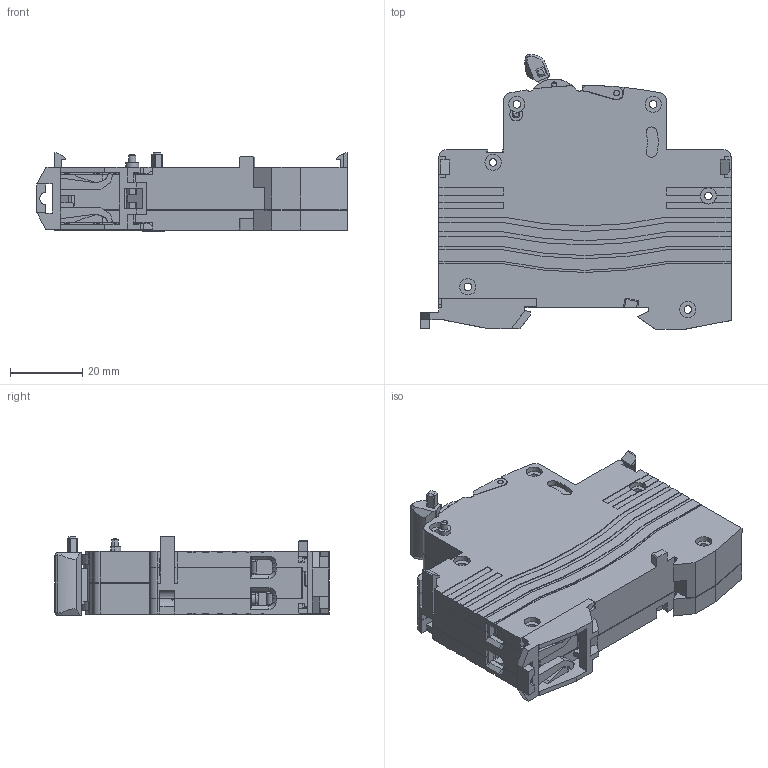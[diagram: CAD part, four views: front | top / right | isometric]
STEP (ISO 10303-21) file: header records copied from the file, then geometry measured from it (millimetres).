
FILE_DESCRIPTION (( 'STEP AP214' ), '1' );
FILE_NAME ('AV MIN, AV MM.STEP', '2018-02-13T14:28:34', ( '' ), ( '' ), 'SwSTEP 2.0', 'SolidWorks 2017', '' );
FILE_SCHEMA (( 'AUTOMOTIVE_DESIGN' ));
Length unit declared in the file: millimetre
Products named in the file (17): 26諉盄啣; 05忒梟; 04笢啣; 31噙揖萸; 34雄揖萸; 27諉盄啣; 8YJ.322.4300; 24-01諉盄蹟佪; 28諉盄啣; AV MIN, AV MM; 08楹裔; 02裔; 29諉盄啣; 24-02諉盄傷赽1; 01菁釱; 03笢啣; 07假蚾縐
Assembly tree (27 placements, depth 2):
  AV MIN, AV MM
    01菁釱
    24-01諉盄蹟佪  x6
    24-02諉盄傷赽1  x6
    26諉盄啣  x2
    03笢啣
    27諉盄啣
    04笢啣
    29諉盄啣
    28諉盄啣
    05忒梟
    34雄揖萸
    31噙揖萸
    02裔
    08楹裔
    07假蚾縐
    8YJ.322.4300
Bounding box: 86 x 76.19 x 21.85 mm (x, y, z)
Volume: 52280.5 mm3; surface area: 49189.6 mm2
Topology: 28 solids, 30 shells, 2506 faces, 7003 edges, 4575 vertices
Faces by surface type: plane 1800, cylinder 585, cone 76, bspline 40, torus 4, sphere 1
Entity records: 72109 total; most frequent: CARTESIAN_POINT 13914, ORIENTED_EDGE 11786, DIRECTION 11138, EDGE_CURVE 5893, VECTOR 4642, LINE 4642, VERTEX_POINT 3868, AXIS2_PLACEMENT_3D 3248
